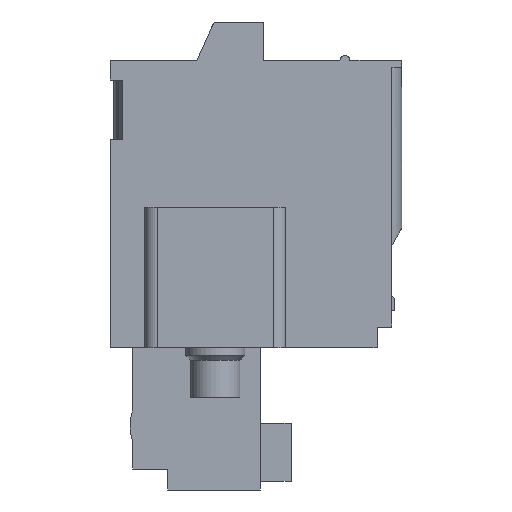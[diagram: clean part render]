
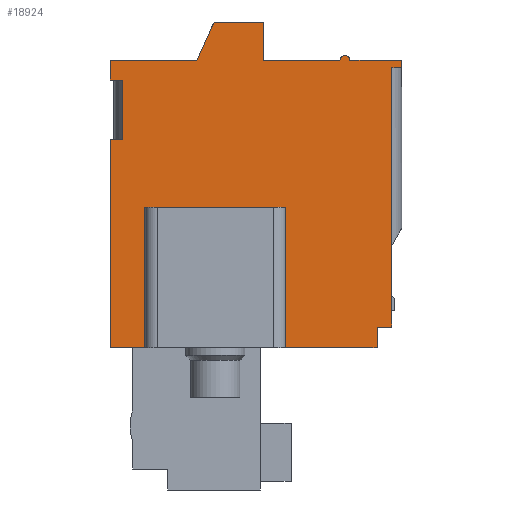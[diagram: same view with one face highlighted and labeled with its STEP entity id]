
A CAD part, left-side view. The second image highlights one B-rep face of the part: STEP entity #18924.
In plain terms, the highlighted planar face has unit normal (-1, 0, 0).
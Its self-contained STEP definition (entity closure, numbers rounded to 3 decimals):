
#287=LINE('',#26327,#2817);
#291=LINE('',#26339,#2821);
#303=LINE('',#26375,#2833);
#628=LINE('',#27079,#3158);
#658=LINE('',#27139,#3188);
#720=LINE('',#27271,#3250);
#735=LINE('',#27315,#3265);
#1078=LINE('',#28020,#3608);
#1089=LINE('',#28036,#3619);
#1092=LINE('',#28042,#3622);
#1094=LINE('',#28045,#3624);
#1095=LINE('',#28047,#3625);
#1097=LINE('',#28052,#3627);
#1101=LINE('',#28073,#3631);
#1104=LINE('',#28078,#3634);
#1105=LINE('',#28080,#3635);
#1107=LINE('',#28084,#3637);
#1108=LINE('',#28086,#3638);
#1131=LINE('',#28146,#3661);
#1132=LINE('',#28148,#3662);
#1133=LINE('',#28149,#3663);
#2817=VECTOR('',#21321,1000.);
#2821=VECTOR('',#21329,1000.);
#2833=VECTOR('',#21355,1000.);
#3158=VECTOR('',#21754,1000.);
#3188=VECTOR('',#21786,1000.);
#3250=VECTOR('',#21862,1000.);
#3265=VECTOR('',#21895,1000.);
#3608=VECTOR('',#22486,1000.);
#3619=VECTOR('',#22499,1000.);
#3622=VECTOR('',#22504,1000.);
#3624=VECTOR('',#22508,1000.);
#3625=VECTOR('',#22511,1000.);
#3627=VECTOR('',#22517,1000.);
#3631=VECTOR('',#22551,1000.);
#3634=VECTOR('',#22556,1000.);
#3635=VECTOR('',#22559,1000.);
#3637=VECTOR('',#22563,1000.);
#3638=VECTOR('',#22566,1000.);
#3661=VECTOR('',#22605,1000.);
#3662=VECTOR('',#22608,1000.);
#3663=VECTOR('',#22609,1000.);
#6613=ORIENTED_EDGE('',*,*,#11851,.F.);
#6614=ORIENTED_EDGE('',*,*,#10937,.F.);
#6615=ORIENTED_EDGE('',*,*,#11852,.T.);
#6616=ORIENTED_EDGE('',*,*,#10914,.T.);
#6617=ORIENTED_EDGE('',*,*,#11816,.T.);
#6618=ORIENTED_EDGE('',*,*,#11817,.T.);
#6619=ORIENTED_EDGE('',*,*,#11313,.T.);
#6620=ORIENTED_EDGE('',*,*,#11819,.T.);
#6621=ORIENTED_EDGE('',*,*,#11820,.T.);
#6622=ORIENTED_EDGE('',*,*,#11850,.T.);
#6623=ORIENTED_EDGE('',*,*,#11773,.T.);
#6624=ORIENTED_EDGE('',*,*,#11776,.T.);
#6625=ORIENTED_EDGE('',*,*,#11787,.T.);
#6626=ORIENTED_EDGE('',*,*,#11790,.T.);
#6627=ORIENTED_EDGE('',*,*,#11792,.T.);
#6628=ORIENTED_EDGE('',*,*,#11401,.T.);
#6629=ORIENTED_EDGE('',*,*,#11793,.T.);
#6630=ORIENTED_EDGE('',*,*,#11796,.T.);
#6631=ORIENTED_EDGE('',*,*,#11379,.T.);
#6632=ORIENTED_EDGE('',*,*,#11813,.T.);
#6633=ORIENTED_EDGE('',*,*,#11283,.T.);
#6634=ORIENTED_EDGE('',*,*,#10920,.T.);
#10914=EDGE_CURVE('',#13698,#13697,#287,.T.);
#10920=EDGE_CURVE('',#13704,#13703,#291,.T.);
#10937=EDGE_CURVE('',#13720,#13721,#303,.T.);
#11283=EDGE_CURVE('',#14063,#13704,#628,.T.);
#11313=EDGE_CURVE('',#14092,#14093,#658,.T.);
#11379=EDGE_CURVE('',#14155,#14154,#720,.T.);
#11401=EDGE_CURVE('',#14175,#14176,#735,.T.);
#11773=EDGE_CURVE('',#14411,#14412,#15603,.T.);
#11776=EDGE_CURVE('',#14412,#14413,#1078,.T.);
#11787=EDGE_CURVE('',#14413,#14416,#1089,.T.);
#11790=EDGE_CURVE('',#14416,#14418,#1092,.T.);
#11792=EDGE_CURVE('',#14418,#14175,#1094,.T.);
#11793=EDGE_CURVE('',#14176,#14419,#1095,.T.);
#11796=EDGE_CURVE('',#14419,#14155,#1097,.T.);
#11813=EDGE_CURVE('',#14154,#14063,#1101,.T.);
#11816=EDGE_CURVE('',#13697,#14422,#1104,.T.);
#11817=EDGE_CURVE('',#14422,#14092,#1105,.T.);
#11819=EDGE_CURVE('',#14093,#14423,#1107,.T.);
#11820=EDGE_CURVE('',#14423,#14424,#1108,.T.);
#11850=EDGE_CURVE('',#14424,#14411,#1131,.T.);
#11851=EDGE_CURVE('',#13721,#13703,#1132,.T.);
#11852=EDGE_CURVE('',#13720,#13698,#1133,.T.);
#13697=VERTEX_POINT('',#26326);
#13698=VERTEX_POINT('',#26328);
#13703=VERTEX_POINT('',#26338);
#13704=VERTEX_POINT('',#26340);
#13720=VERTEX_POINT('',#26374);
#13721=VERTEX_POINT('',#26376);
#14063=VERTEX_POINT('',#27080);
#14092=VERTEX_POINT('',#27140);
#14093=VERTEX_POINT('',#27141);
#14154=VERTEX_POINT('',#27270);
#14155=VERTEX_POINT('',#27272);
#14175=VERTEX_POINT('',#27316);
#14176=VERTEX_POINT('',#27317);
#14411=VERTEX_POINT('',#28015);
#14412=VERTEX_POINT('',#28016);
#14413=VERTEX_POINT('',#28021);
#14416=VERTEX_POINT('',#28035);
#14418=VERTEX_POINT('',#28041);
#14419=VERTEX_POINT('',#28048);
#14422=VERTEX_POINT('',#28077);
#14423=VERTEX_POINT('',#28083);
#14424=VERTEX_POINT('',#28087);
#15603=CIRCLE('',#20264,0.2);
#15942=EDGE_LOOP('',(#6613,#6614,#6615,#6616,#6617,#6618,#6619,#6620,#6621,
#6622,#6623,#6624,#6625,#6626,#6627,#6628,#6629,#6630,#6631,#6632,#6633,
#6634));
#17033=FACE_BOUND('',#15942,.T.);
#18061=PLANE('',#20299);
#18924=ADVANCED_FACE('',(#17033),#18061,.T.);
#20264=AXIS2_PLACEMENT_3D('',#28014,#22480,#22481);
#20299=AXIS2_PLACEMENT_3D('',#28147,#22606,#22607);
#21321=DIRECTION('',(0.,-1.,0.));
#21329=DIRECTION('',(0.,-1.,0.));
#21355=DIRECTION('',(0.,1.,0.));
#21754=DIRECTION('',(0.,0.,-1.));
#21786=DIRECTION('',(0.,0.,1.));
#21862=DIRECTION('',(0.,0.,-1.));
#21895=DIRECTION('',(0.,1.,0.));
#22480=DIRECTION('',(-1.,0.,0.));
#22481=DIRECTION('',(0.,-1.,0.));
#22486=DIRECTION('',(0.,1.,0.));
#22499=DIRECTION('',(0.,0.,1.));
#22504=DIRECTION('',(0.,1.,0.));
#22508=DIRECTION('',(0.,0.412,-0.911));
#22511=DIRECTION('',(0.,0.,-1.));
#22517=DIRECTION('',(0.,-1.,0.));
#22551=DIRECTION('',(0.,1.,0.));
#22556=DIRECTION('',(0.,0.,1.));
#22559=DIRECTION('',(0.,-1.,0.));
#22563=DIRECTION('',(0.,-1.,0.));
#22566=DIRECTION('',(0.,0.,1.));
#22605=DIRECTION('',(0.,1.,0.));
#22606=DIRECTION('',(-1.,0.,0.));
#22607=DIRECTION('',(0.,0.,1.));
#22608=DIRECTION('',(0.,0.,-1.));
#22609=DIRECTION('',(0.,0.,-1.));
#26326=CARTESIAN_POINT('',(-9.05,-5.4,-6.1));
#26327=CARTESIAN_POINT('',(-9.05,5.4,-6.1));
#26328=CARTESIAN_POINT('',(-9.05,-1.7,-6.1));
#26338=CARTESIAN_POINT('',(-9.05,4.,-6.1));
#26339=CARTESIAN_POINT('',(-9.05,5.4,-6.1));
#26340=CARTESIAN_POINT('',(-9.05,5.4,-6.1));
#26374=CARTESIAN_POINT('',(-9.05,-1.7,-0.4));
#26375=CARTESIAN_POINT('',(-9.05,-1.7,-0.4));
#26376=CARTESIAN_POINT('',(-9.05,4.,-0.4));
#27079=CARTESIAN_POINT('',(-9.05,5.4,2.35));
#27080=CARTESIAN_POINT('',(-9.05,5.4,2.35));
#27139=CARTESIAN_POINT('',(-9.05,-6.,-5.25));
#27140=CARTESIAN_POINT('',(-9.05,-6.,-5.25));
#27141=CARTESIAN_POINT('',(-9.05,-6.,5.25));
#27270=CARTESIAN_POINT('',(-9.05,4.9,2.35));
#27271=CARTESIAN_POINT('',(-9.05,4.9,4.75));
#27272=CARTESIAN_POINT('',(-9.05,4.9,4.75));
#27315=CARTESIAN_POINT('',(-9.05,1.9,5.55));
#27316=CARTESIAN_POINT('',(-9.05,1.9,5.55));
#27317=CARTESIAN_POINT('',(-9.05,5.4,5.55));
#28014=CARTESIAN_POINT('',(-9.05,-4.1,5.55));
#28015=CARTESIAN_POINT('',(-9.05,-4.3,5.55));
#28016=CARTESIAN_POINT('',(-9.05,-3.9,5.55));
#28020=CARTESIAN_POINT('',(-9.05,-3.9,5.55));
#28021=CARTESIAN_POINT('',(-9.05,-0.8,5.55));
#28035=CARTESIAN_POINT('',(-9.05,-0.8,7.1));
#28036=CARTESIAN_POINT('',(-9.05,-0.8,5.55));
#28041=CARTESIAN_POINT('',(-9.05,1.2,7.1));
#28042=CARTESIAN_POINT('',(-9.05,-0.8,7.1));
#28045=CARTESIAN_POINT('',(-9.05,1.2,7.1));
#28047=CARTESIAN_POINT('',(-9.05,5.4,5.55));
#28048=CARTESIAN_POINT('',(-9.05,5.4,4.75));
#28052=CARTESIAN_POINT('',(-9.05,5.4,4.75));
#28073=CARTESIAN_POINT('',(-9.05,4.9,2.35));
#28077=CARTESIAN_POINT('',(-9.05,-5.4,-5.25));
#28078=CARTESIAN_POINT('',(-9.05,-5.4,-6.1));
#28080=CARTESIAN_POINT('',(-9.05,-5.4,-5.25));
#28083=CARTESIAN_POINT('',(-9.05,-6.4,5.25));
#28084=CARTESIAN_POINT('',(-9.05,-6.,5.25));
#28086=CARTESIAN_POINT('',(-9.05,-6.4,5.25));
#28087=CARTESIAN_POINT('',(-9.05,-6.4,5.55));
#28146=CARTESIAN_POINT('',(-9.05,-6.4,5.55));
#28147=CARTESIAN_POINT('',(-9.05,-4.1,5.55));
#28148=CARTESIAN_POINT('',(-9.05,4.,-0.4));
#28149=CARTESIAN_POINT('',(-9.05,-1.7,-0.4));
